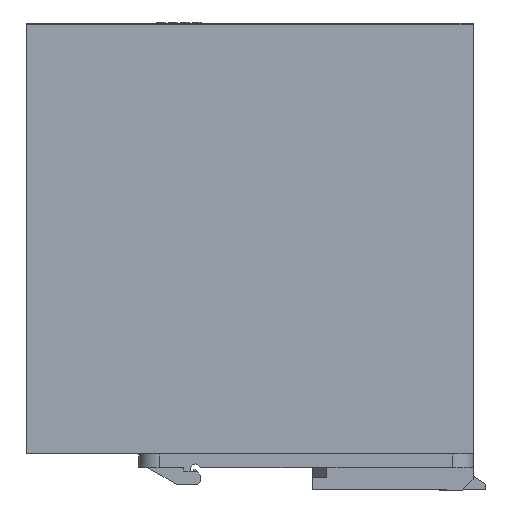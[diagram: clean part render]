
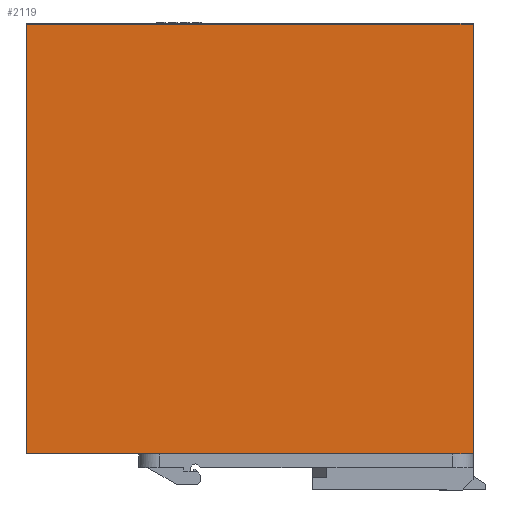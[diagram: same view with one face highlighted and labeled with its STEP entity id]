
A CAD part, left-side view. The second image highlights one B-rep face of the part: STEP entity #2119.
In plain terms, the highlighted planar face has unit normal (-1, 0, 0).
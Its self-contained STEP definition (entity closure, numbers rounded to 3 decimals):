
#2099=AXIS2_PLACEMENT_3D('Plane Axis2P3D',#2096,#2097,#2098) ;
#50=CARTESIAN_POINT('Vertex',(0.,133.7,135.5)) ;
#53=CARTESIAN_POINT('Line Origine',(0.,68.7,135.5)) ;
#57=CARTESIAN_POINT('Vertex',(0.,3.7,135.5)) ;
#426=CARTESIAN_POINT('Line Origine',(0.,133.7,73.)) ;
#430=CARTESIAN_POINT('Vertex',(0.,133.7,10.5)) ;
#2096=CARTESIAN_POINT('Axis2P3D Location',(0.,68.7,12.5)) ;
#2101=CARTESIAN_POINT('Line Origine',(0.,3.7,73.)) ;
#2105=CARTESIAN_POINT('Vertex',(0.,3.7,10.5)) ;
#2108=CARTESIAN_POINT('Line Origine',(0.,68.7,10.5)) ;
#54=DIRECTION('Vector Direction',(0.,-1.,0.)) ;
#427=DIRECTION('Vector Direction',(0.,0.,1.)) ;
#2097=DIRECTION('Axis2P3D Direction',(-1.,0.,0.)) ;
#2098=DIRECTION('Axis2P3D XDirection',(0.,-1.,0.)) ;
#2102=DIRECTION('Vector Direction',(0.,0.,1.)) ;
#2109=DIRECTION('Vector Direction',(0.,-1.,0.)) ;
#55=VECTOR('Line Direction',#54,1.) ;
#428=VECTOR('Line Direction',#427,1.) ;
#2103=VECTOR('Line Direction',#2102,1.) ;
#2110=VECTOR('Line Direction',#2109,1.) ;
#2114=ORIENTED_EDGE('',*,*,#2107,.T.) ;
#2115=ORIENTED_EDGE('',*,*,#59,.F.) ;
#2116=ORIENTED_EDGE('',*,*,#432,.F.) ;
#2117=ORIENTED_EDGE('',*,*,#2112,.F.) ;
#2119=ADVANCED_FACE('STROMVERSORGUNG',(#2118),#2100,.T.) ;
#59=EDGE_CURVE('',#51,#58,#56,.T.) ;
#432=EDGE_CURVE('',#431,#51,#429,.T.) ;
#2107=EDGE_CURVE('',#2106,#58,#2104,.T.) ;
#2112=EDGE_CURVE('',#2106,#431,#2111,.F.) ;
#2113=EDGE_LOOP('',(#2114,#2115,#2116,#2117)) ;
#2118=FACE_OUTER_BOUND('',#2113,.T.) ;
#56=LINE('Line',#53,#55) ;
#429=LINE('Line',#426,#428) ;
#2104=LINE('Line',#2101,#2103) ;
#2111=LINE('Line',#2108,#2110) ;
#2100=PLANE('',#2099) ;
#51=VERTEX_POINT('',#50) ;
#58=VERTEX_POINT('',#57) ;
#431=VERTEX_POINT('',#430) ;
#2106=VERTEX_POINT('',#2105) ;
